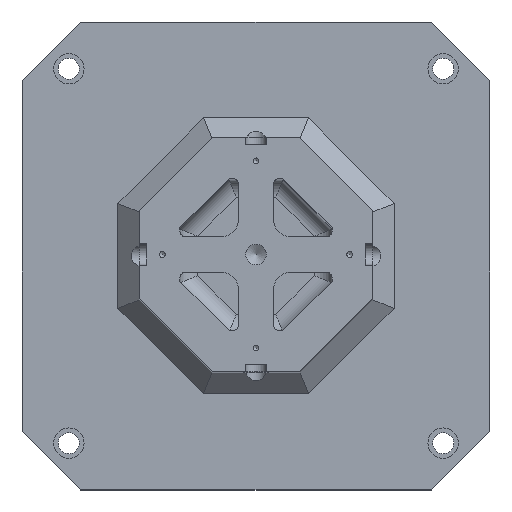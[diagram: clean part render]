
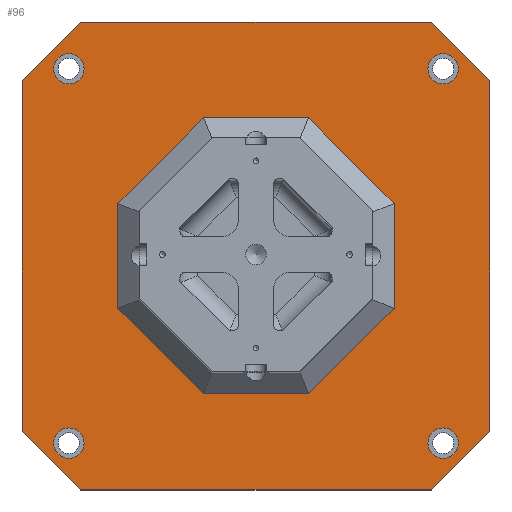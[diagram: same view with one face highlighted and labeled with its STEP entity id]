
A CAD part, top view. The second image highlights one B-rep face of the part: STEP entity #96.
In plain terms, the highlighted planar face has unit normal (0, 0, 1).
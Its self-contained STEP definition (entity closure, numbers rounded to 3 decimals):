
#96 = ADVANCED_FACE( '', ( #443, #444, #445, #446, #447, #448 ), #449, .T. );
#443 = FACE_BOUND( '', #1179, .T. );
#444 = FACE_BOUND( '', #1180, .T. );
#445 = FACE_BOUND( '', #1181, .T. );
#446 = FACE_BOUND( '', #1182, .T. );
#447 = FACE_BOUND( '', #1183, .T. );
#448 = FACE_OUTER_BOUND( '', #1184, .T. );
#449 = PLANE( '', #1185 );
#1179 = EDGE_LOOP( '', ( #2116 ) );
#1180 = EDGE_LOOP( '', ( #2117 ) );
#1181 = EDGE_LOOP( '', ( #2118 ) );
#1182 = EDGE_LOOP( '', ( #2119 ) );
#1183 = EDGE_LOOP( '', ( #2120, #2121, #2122, #2123, #2124, #2125, #2126, #2127 ) );
#1184 = EDGE_LOOP( '', ( #2128, #2129, #2130, #2131, #2132, #2133, #2134, #2135 ) );
#1185 = AXIS2_PLACEMENT_3D( '', #2136, #2137, #2138 );
#2116 = ORIENTED_EDGE( '', *, *, #3744, .T. );
#2117 = ORIENTED_EDGE( '', *, *, #3745, .T. );
#2118 = ORIENTED_EDGE( '', *, *, #3746, .T. );
#2119 = ORIENTED_EDGE( '', *, *, #3747, .T. );
#2120 = ORIENTED_EDGE( '', *, *, #3748, .T. );
#2121 = ORIENTED_EDGE( '', *, *, #3749, .T. );
#2122 = ORIENTED_EDGE( '', *, *, #3750, .T. );
#2123 = ORIENTED_EDGE( '', *, *, #3751, .T. );
#2124 = ORIENTED_EDGE( '', *, *, #3665, .T. );
#2125 = ORIENTED_EDGE( '', *, *, #3752, .T. );
#2126 = ORIENTED_EDGE( '', *, *, #3753, .T. );
#2127 = ORIENTED_EDGE( '', *, *, #3754, .T. );
#2128 = ORIENTED_EDGE( '', *, *, #3755, .T. );
#2129 = ORIENTED_EDGE( '', *, *, #3756, .T. );
#2130 = ORIENTED_EDGE( '', *, *, #3757, .T. );
#2131 = ORIENTED_EDGE( '', *, *, #3542, .T. );
#2132 = ORIENTED_EDGE( '', *, *, #3630, .T. );
#2133 = ORIENTED_EDGE( '', *, *, #3758, .T. );
#2134 = ORIENTED_EDGE( '', *, *, #3759, .T. );
#2135 = ORIENTED_EDGE( '', *, *, #3760, .T. );
#2136 = CARTESIAN_POINT( '', ( -200., -200., 40. ) );
#2137 = DIRECTION( '', ( 0., 0., 1. ) );
#2138 = DIRECTION( '', ( 1., 0., 0. ) );
#3542 = EDGE_CURVE( '', #4046, #4047, #4048, .F. );
#3630 = EDGE_CURVE( '', #4047, #4212, #4214, .T. );
#3665 = EDGE_CURVE( '', #4280, #4277, #4281, .T. );
#3744 = EDGE_CURVE( '', #4425, #4425, #4426, .T. );
#3745 = EDGE_CURVE( '', #4427, #4427, #4428, .T. );
#3746 = EDGE_CURVE( '', #4429, #4429, #4430, .T. );
#3747 = EDGE_CURVE( '', #4431, #4431, #4432, .T. );
#3748 = EDGE_CURVE( '', #4433, #4434, #4435, .T. );
#3749 = EDGE_CURVE( '', #4434, #4436, #4437, .T. );
#3750 = EDGE_CURVE( '', #4436, #4438, #4439, .T. );
#3751 = EDGE_CURVE( '', #4438, #4280, #4440, .T. );
#3752 = EDGE_CURVE( '', #4277, #4441, #4442, .T. );
#3753 = EDGE_CURVE( '', #4441, #4443, #4444, .T. );
#3754 = EDGE_CURVE( '', #4443, #4433, #4445, .T. );
#3755 = EDGE_CURVE( '', #4446, #4447, #4448, .T. );
#3756 = EDGE_CURVE( '', #4447, #4449, #4450, .F. );
#3757 = EDGE_CURVE( '', #4449, #4046, #4451, .T. );
#3758 = EDGE_CURVE( '', #4212, #4452, #4453, .F. );
#3759 = EDGE_CURVE( '', #4452, #4454, #4455, .T. );
#3760 = EDGE_CURVE( '', #4454, #4446, #4456, .F. );
#4046 = VERTEX_POINT( '', #4898 );
#4047 = VERTEX_POINT( '', #4899 );
#4048 = LINE( '', #4900, #4901 );
#4212 = VERTEX_POINT( '', #5122 );
#4214 = LINE( '', #5125, #5126 );
#4277 = VERTEX_POINT( '', #5203 );
#4280 = VERTEX_POINT( '', #5207 );
#4281 = LINE( '', #5208, #5209 );
#4425 = VERTEX_POINT( '', #5388 );
#4426 = CIRCLE( '', #5389, 13. );
#4427 = VERTEX_POINT( '', #5390 );
#4428 = CIRCLE( '', #5391, 13. );
#4429 = VERTEX_POINT( '', #5392 );
#4430 = CIRCLE( '', #5393, 13. );
#4431 = VERTEX_POINT( '', #5394 );
#4432 = CIRCLE( '', #5395, 13. );
#4433 = VERTEX_POINT( '', #5396 );
#4434 = VERTEX_POINT( '', #5397 );
#4435 = LINE( '', #5398, #5399 );
#4436 = VERTEX_POINT( '', #5400 );
#4437 = LINE( '', #5401, #5402 );
#4438 = VERTEX_POINT( '', #5403 );
#4439 = LINE( '', #5404, #5405 );
#4440 = LINE( '', #5406, #5407 );
#4441 = VERTEX_POINT( '', #5408 );
#4442 = LINE( '', #5409, #5410 );
#4443 = VERTEX_POINT( '', #5411 );
#4444 = LINE( '', #5412, #5413 );
#4445 = LINE( '', #5414, #5415 );
#4446 = VERTEX_POINT( '', #5416 );
#4447 = VERTEX_POINT( '', #5417 );
#4448 = LINE( '', #5418, #5419 );
#4449 = VERTEX_POINT( '', #5420 );
#4450 = LINE( '', #5421, #5422 );
#4451 = LINE( '', #5423, #5424 );
#4452 = VERTEX_POINT( '', #5425 );
#4453 = LINE( '', #5426, #5427 );
#4454 = VERTEX_POINT( '', #5428 );
#4455 = LINE( '', #5429, #5430 );
#4456 = LINE( '', #5431, #5432 );
#4898 = CARTESIAN_POINT( '', ( -150., 200., 40. ) );
#4899 = CARTESIAN_POINT( '', ( -200., 150., 40. ) );
#4900 = CARTESIAN_POINT( '', ( -375., -25., 40. ) );
#4901 = VECTOR( '', #6092, 1000. );
#5122 = CARTESIAN_POINT( '', ( -200., -150., 40. ) );
#5125 = CARTESIAN_POINT( '', ( -200., 200., 40. ) );
#5126 = VECTOR( '', #6235, 1000. );
#5203 = CARTESIAN_POINT( '', ( 118., 44.956, 40. ) );
#5207 = CARTESIAN_POINT( '', ( 44.956, 118., 40. ) );
#5208 = CARTESIAN_POINT( '', ( 112.728, 50.228, 40. ) );
#5209 = VECTOR( '', #6308, 1000. );
#5388 = CARTESIAN_POINT( '', ( -160., 147., 40. ) );
#5389 = AXIS2_PLACEMENT_3D( '', #6473, #6474, #6475 );
#5390 = CARTESIAN_POINT( '', ( -160., -173., 40. ) );
#5391 = AXIS2_PLACEMENT_3D( '', #6476, #6477, #6478 );
#5392 = CARTESIAN_POINT( '', ( 160., -173., 40. ) );
#5393 = AXIS2_PLACEMENT_3D( '', #6479, #6480, #6481 );
#5394 = CARTESIAN_POINT( '', ( 160., 147., 40. ) );
#5395 = AXIS2_PLACEMENT_3D( '', #6482, #6483, #6484 );
#5396 = CARTESIAN_POINT( '', ( -44.956, -118., 40. ) );
#5397 = CARTESIAN_POINT( '', ( -118., -44.956, 40. ) );
#5398 = CARTESIAN_POINT( '', ( -112.728, -50.228, 40. ) );
#5399 = VECTOR( '', #6485, 1000. );
#5400 = CARTESIAN_POINT( '', ( -118., 44.956, 40. ) );
#5401 = CARTESIAN_POINT( '', ( -118., 37.5, 40. ) );
#5402 = VECTOR( '', #6486, 1000. );
#5403 = CARTESIAN_POINT( '', ( -44.956, 118., 40. ) );
#5404 = CARTESIAN_POINT( '', ( -50.228, 112.728, 40. ) );
#5405 = VECTOR( '', #6487, 1000. );
#5406 = CARTESIAN_POINT( '', ( 37.5, 118., 40. ) );
#5407 = VECTOR( '', #6488, 1000. );
#5408 = CARTESIAN_POINT( '', ( 118., -44.956, 40. ) );
#5409 = CARTESIAN_POINT( '', ( 118., -37.5, 40. ) );
#5410 = VECTOR( '', #6489, 1000. );
#5411 = CARTESIAN_POINT( '', ( 44.956, -118., 40. ) );
#5412 = CARTESIAN_POINT( '', ( 50.228, -112.728, 40. ) );
#5413 = VECTOR( '', #6490, 1000. );
#5414 = CARTESIAN_POINT( '', ( -37.5, -118., 40. ) );
#5415 = VECTOR( '', #6491, 1000. );
#5416 = CARTESIAN_POINT( '', ( 200., -150., 40. ) );
#5417 = CARTESIAN_POINT( '', ( 200., 150., 40. ) );
#5418 = CARTESIAN_POINT( '', ( 200., -200., 40. ) );
#5419 = VECTOR( '', #6492, 1000. );
#5420 = CARTESIAN_POINT( '', ( 150., 200., 40. ) );
#5421 = CARTESIAN_POINT( '', ( 175., 175., 40. ) );
#5422 = VECTOR( '', #6493, 1000. );
#5423 = CARTESIAN_POINT( '', ( 200., 200., 40. ) );
#5424 = VECTOR( '', #6494, 1000. );
#5425 = CARTESIAN_POINT( '', ( -150., -200., 40. ) );
#5426 = CARTESIAN_POINT( '', ( -175., -175., 40. ) );
#5427 = VECTOR( '', #6495, 1000. );
#5428 = CARTESIAN_POINT( '', ( 150., -200., 40. ) );
#5429 = CARTESIAN_POINT( '', ( -200., -200., 40. ) );
#5430 = VECTOR( '', #6496, 1000. );
#5431 = CARTESIAN_POINT( '', ( -25., -375., 40. ) );
#5432 = VECTOR( '', #6497, 1000. );
#6092 = DIRECTION( '', ( 0.707, 0.707, 0. ) );
#6235 = DIRECTION( '', ( 0., -1., 0. ) );
#6308 = DIRECTION( '', ( 0.707, -0.707, 0. ) );
#6473 = CARTESIAN_POINT( '', ( -160., 160., 40. ) );
#6474 = DIRECTION( '', ( 0., 0., -1. ) );
#6475 = DIRECTION( '', ( 0., -1., 0. ) );
#6476 = CARTESIAN_POINT( '', ( -160., -160., 40. ) );
#6477 = DIRECTION( '', ( 0., 0., -1. ) );
#6478 = DIRECTION( '', ( 0., -1., 0. ) );
#6479 = CARTESIAN_POINT( '', ( 160., -160., 40. ) );
#6480 = DIRECTION( '', ( 0., 0., -1. ) );
#6481 = DIRECTION( '', ( 0., -1., 0. ) );
#6482 = CARTESIAN_POINT( '', ( 160., 160., 40. ) );
#6483 = DIRECTION( '', ( 0., 0., -1. ) );
#6484 = DIRECTION( '', ( 0., -1., 0. ) );
#6485 = DIRECTION( '', ( -0.707, 0.707, 0. ) );
#6486 = DIRECTION( '', ( 0., 1., 0. ) );
#6487 = DIRECTION( '', ( 0.707, 0.707, 0. ) );
#6488 = DIRECTION( '', ( 1., 0., 0. ) );
#6489 = DIRECTION( '', ( 0., -1., 0. ) );
#6490 = DIRECTION( '', ( -0.707, -0.707, 0. ) );
#6491 = DIRECTION( '', ( -1., 0., 0. ) );
#6492 = DIRECTION( '', ( 0., 1., 0. ) );
#6493 = DIRECTION( '', ( 0.707, -0.707, 0. ) );
#6494 = DIRECTION( '', ( -1., 0., 0. ) );
#6495 = DIRECTION( '', ( -0.707, 0.707, 0. ) );
#6496 = DIRECTION( '', ( 1., 0., 0. ) );
#6497 = DIRECTION( '', ( -0.707, -0.707, 0. ) );
